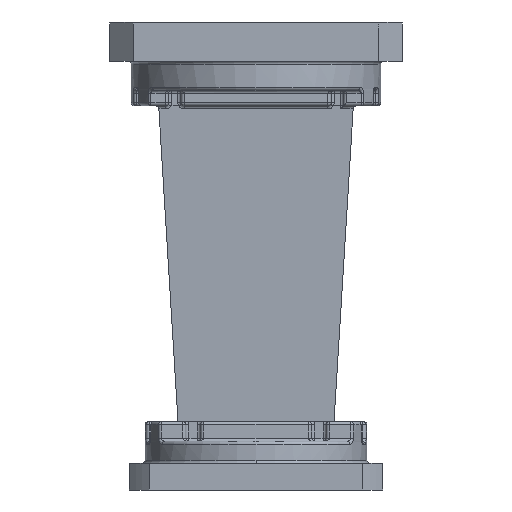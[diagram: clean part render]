
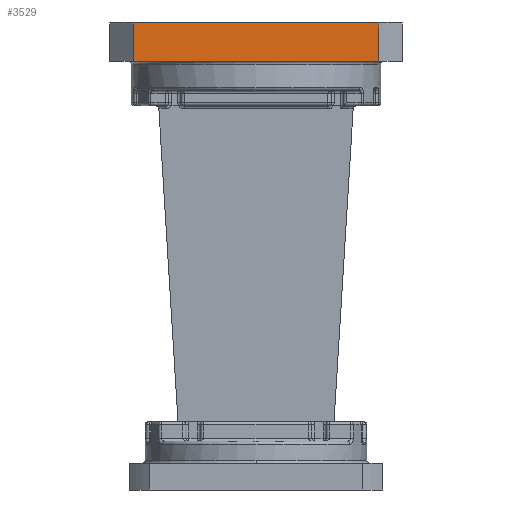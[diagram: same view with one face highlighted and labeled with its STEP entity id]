
A CAD part, front view. The second image highlights one B-rep face of the part: STEP entity #3529.
In plain terms, the highlighted planar face has unit normal (0, -1, 0).
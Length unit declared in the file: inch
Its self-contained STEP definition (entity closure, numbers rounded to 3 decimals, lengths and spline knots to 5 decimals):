
#74 = DIRECTION ( 'NONE',  ( 1., 0., 0. ) ) ;
#665 = DIRECTION ( 'NONE',  ( 1., 0., 0. ) ) ;
#815 = AXIS2_PLACEMENT_3D ( 'NONE', #7817, #14767, #6385 ) ;
#1625 = CARTESIAN_POINT ( 'NONE',  ( 0.7875, -0.9375, -0.25 ) ) ;
#1960 = VERTEX_POINT ( 'NONE', #16817 ) ;
#2345 = FACE_OUTER_BOUND ( 'NONE', #11434, .T. ) ;
#3529 = ADVANCED_FACE ( 'NONE', ( #2345 ), #11604, .T. ) ;
#3556 = CARTESIAN_POINT ( 'NONE',  ( -0.9375, -0.9375, -0.25 ) ) ;
#4051 = ORIENTED_EDGE ( 'NONE', *, *, #15369, .F. ) ;
#4779 = CARTESIAN_POINT ( 'NONE',  ( 0.7875, -0.9375, -0.25 ) ) ;
#5895 = CARTESIAN_POINT ( 'NONE',  ( 0.7875, -0.9375, 0. ) ) ;
#6203 = VECTOR ( 'NONE', #74, 39.37008 ) ;
#6385 = DIRECTION ( 'NONE',  ( 0., 0., -1. ) ) ;
#7065 = ORIENTED_EDGE ( 'NONE', *, *, #12991, .T. ) ;
#7817 = CARTESIAN_POINT ( 'NONE',  ( -0.9375, -0.9375, -0.25 ) ) ;
#8263 = DIRECTION ( 'NONE',  ( 0., 0., -1. ) ) ;
#9132 = ORIENTED_EDGE ( 'NONE', *, *, #14992, .T. ) ;
#11423 = LINE ( 'NONE', #1625, #12454 ) ;
#11434 = EDGE_LOOP ( 'NONE', ( #9132, #7065, #4051, #12405 ) ) ;
#11556 = LINE ( 'NONE', #3556, #15682 ) ;
#11604 = PLANE ( 'NONE',  #815 ) ;
#12401 = CARTESIAN_POINT ( 'NONE',  ( -0.7875, -0.9375, -0.25 ) ) ;
#12405 = ORIENTED_EDGE ( 'NONE', *, *, #15295, .T. ) ;
#12454 = VECTOR ( 'NONE', #14045, 39.37008 ) ;
#12991 = EDGE_CURVE ( 'NONE', #14316, #14917, #11423, .T. ) ;
#13570 = CARTESIAN_POINT ( 'NONE',  ( -0.9375, -0.9375, 0. ) ) ;
#13762 = LINE ( 'NONE', #13570, #6203 ) ;
#13781 = CARTESIAN_POINT ( 'NONE',  ( -0.7875, -0.9375, -0.25 ) ) ;
#13970 = VECTOR ( 'NONE', #8263, 39.37008 ) ;
#14033 = VERTEX_POINT ( 'NONE', #13781 ) ;
#14045 = DIRECTION ( 'NONE',  ( 0., 0., 1. ) ) ;
#14316 = VERTEX_POINT ( 'NONE', #4779 ) ;
#14767 = DIRECTION ( 'NONE',  ( 0., -1., 0. ) ) ;
#14917 = VERTEX_POINT ( 'NONE', #5895 ) ;
#14992 = EDGE_CURVE ( 'NONE', #14033, #14316, #11556, .T. ) ;
#15295 = EDGE_CURVE ( 'NONE', #1960, #14033, #17565, .T. ) ;
#15369 = EDGE_CURVE ( 'NONE', #1960, #14917, #13762, .T. ) ;
#15682 = VECTOR ( 'NONE', #665, 39.37008 ) ;
#16817 = CARTESIAN_POINT ( 'NONE',  ( -0.7875, -0.9375, 0. ) ) ;
#17565 = LINE ( 'NONE', #12401, #13970 ) ;
